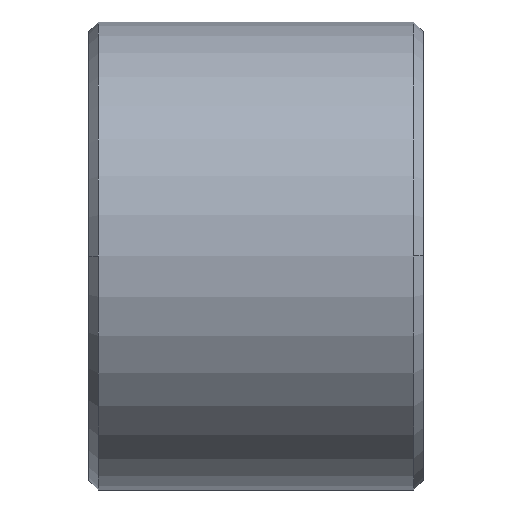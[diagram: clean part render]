
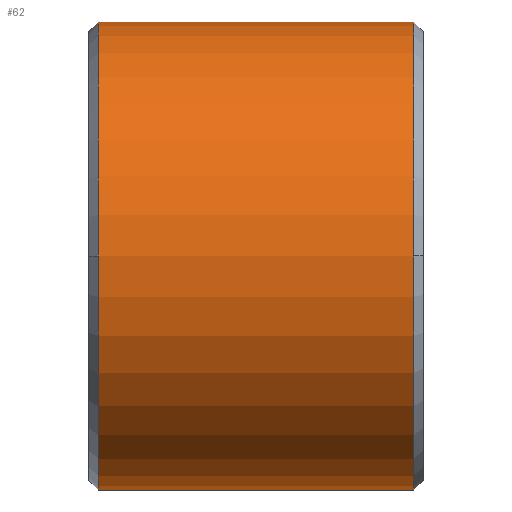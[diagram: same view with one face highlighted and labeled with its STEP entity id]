
A CAD part, front view. The second image highlights one B-rep face of the part: STEP entity #62.
In plain terms, the highlighted cylindrical face has radius 17.5 mm (diameter 35 mm), a partial arc.
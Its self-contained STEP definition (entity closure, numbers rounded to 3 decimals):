
#62=ADVANCED_FACE('',(#129),#130,.T.);
#129=FACE_OUTER_BOUND('',#200,.T.);
#130=CYLINDRICAL_SURFACE('',#201,17.5);
#200=EDGE_LOOP('',(#310,#311,#312,#313,#314,#315));
#201=AXIS2_PLACEMENT_3D('',#316,#317,#318);
#310=ORIENTED_EDGE('',*,*,#440,.T.);
#311=ORIENTED_EDGE('',*,*,#441,.T.);
#312=ORIENTED_EDGE('',*,*,#417,.T.);
#313=ORIENTED_EDGE('',*,*,#442,.T.);
#314=ORIENTED_EDGE('',*,*,#443,.T.);
#315=ORIENTED_EDGE('',*,*,#444,.T.);
#316=CARTESIAN_POINT('',(12.5,0.0,0.0));
#317=DIRECTION('',(1.0,0.0,0.0));
#318=DIRECTION('',(0.0,0.0,-1.0));
#417=EDGE_CURVE('',#490,#488,#491,.T.);
#440=EDGE_CURVE('',#523,#524,#525,.T.);
#441=EDGE_CURVE('',#524,#490,#526,.T.);
#442=EDGE_CURVE('',#488,#527,#528,.T.);
#443=EDGE_CURVE('',#527,#529,#530,.T.);
#444=EDGE_CURVE('',#529,#523,#531,.T.);
#488=VERTEX_POINT('',#585);
#490=VERTEX_POINT('',#587);
#491=CIRCLE('',#588,17.5);
#523=VERTEX_POINT('',#623);
#524=VERTEX_POINT('',#624);
#525=LINE('',#625,#626);
#526=CIRCLE('',#627,17.5);
#527=VERTEX_POINT('',#628);
#528=LINE('',#629,#630);
#529=VERTEX_POINT('',#631);
#530=CIRCLE('',#632,17.5);
#531=CIRCLE('',#633,17.5);
#585=CARTESIAN_POINT('',(24.3,0.,17.5));
#587=CARTESIAN_POINT('',(24.3,-17.5,0.));
#588=AXIS2_PLACEMENT_3D('',#684,#685,#686);
#623=CARTESIAN_POINT('',(0.7,0.,-17.5));
#624=CARTESIAN_POINT('',(24.3,0.,-17.5));
#625=CARTESIAN_POINT('',(12.5,0.,-17.5));
#626=VECTOR('',#726,1.0);
#627=AXIS2_PLACEMENT_3D('',#727,#728,#729);
#628=CARTESIAN_POINT('',(0.7,0.,17.5));
#629=CARTESIAN_POINT('',(12.5,0.,17.5));
#630=VECTOR('',#730,1.0);
#631=CARTESIAN_POINT('',(0.7,-17.5,0.));
#632=AXIS2_PLACEMENT_3D('',#731,#732,#733);
#633=AXIS2_PLACEMENT_3D('',#734,#735,#736);
#684=CARTESIAN_POINT('',(24.3,0.0,0.0));
#685=DIRECTION('',(-1.0,0.0,0.));
#686=DIRECTION('',(0.,0.0,-1.0));
#726=DIRECTION('',(1.0,0.0,0.0));
#727=CARTESIAN_POINT('',(24.3,0.0,0.0));
#728=DIRECTION('',(-1.0,0.0,0.));
#729=DIRECTION('',(0.,0.0,-1.0));
#730=DIRECTION('',(-1.0,-0.0,-0.0));
#731=CARTESIAN_POINT('',(0.7,0.0,0.0));
#732=DIRECTION('',(1.0,0.0,0.));
#733=DIRECTION('',(0.,0.0,-1.0));
#734=CARTESIAN_POINT('',(0.7,0.0,0.0));
#735=DIRECTION('',(1.0,0.0,0.));
#736=DIRECTION('',(0.,0.0,-1.0));
